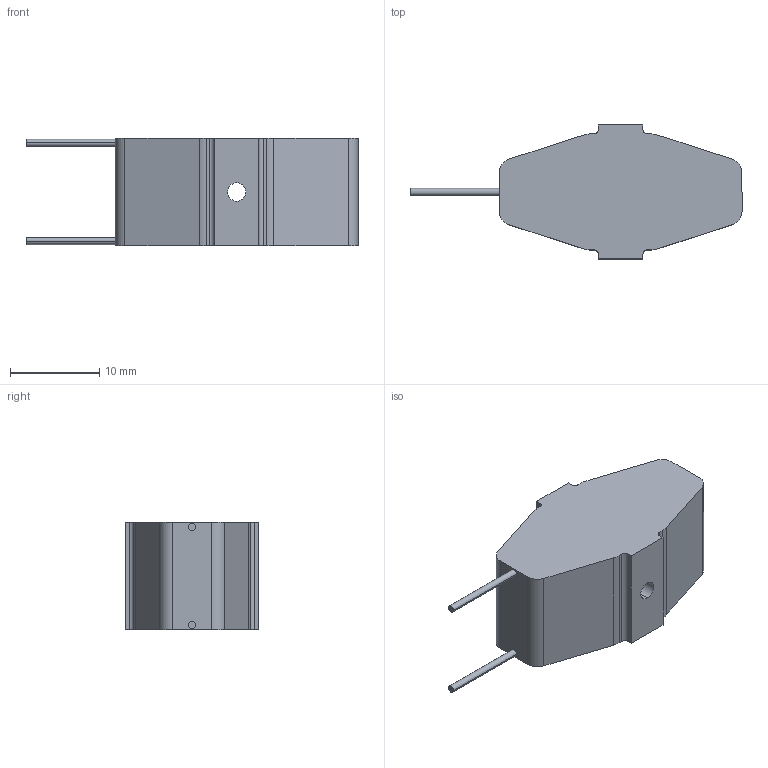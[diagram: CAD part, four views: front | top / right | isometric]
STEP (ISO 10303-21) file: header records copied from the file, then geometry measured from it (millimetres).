
FILE_DESCRIPTION (( 'STEP AP203' ), '1' );
FILE_NAME ('40A5ÍâÐÎ³ß´çÍ¼.STEP', '2021-12-20T03:41:33', ( 'User' ), ( 'china' ), 'SwSTEP 2.0', 'SolidWorks 2016', '' );
FILE_SCHEMA (( 'CONFIG_CONTROL_DESIGN' ));
Length unit declared in the file: millimetre
Products named in the file (1): 40A5俋倛喜渡芞
Bounding box: 37.2 x 15 x 12 mm (x, y, z)
Volume: 3563 mm3; surface area: 1599.4 mm2
Topology: 1 solids, 1 shells, 38 faces, 102 edges, 68 vertices
Faces by surface type: plane 20, cylinder 18
Entity records: 1283 total; most frequent: DIRECTION 216, CARTESIAN_POINT 209, ORIENTED_EDGE 204, EDGE_CURVE 102, AXIS2_PLACEMENT_3D 75, VERTEX_POINT 68, VECTOR 66, LINE 66
